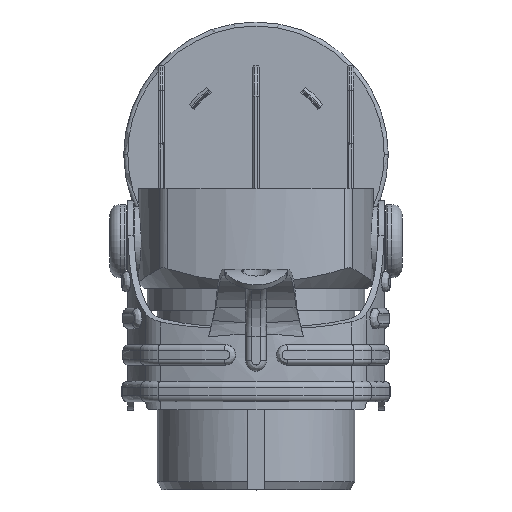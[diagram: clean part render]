
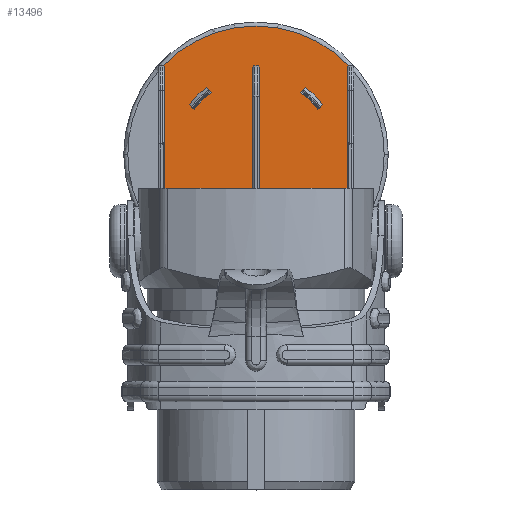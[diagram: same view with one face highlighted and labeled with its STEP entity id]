
A CAD part, top view. The second image highlights one B-rep face of the part: STEP entity #13496.
In plain terms, the highlighted planar face has unit normal (0, 0, 1).
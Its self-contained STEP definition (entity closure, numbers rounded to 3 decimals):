
#2078=DIRECTION('',(1.,0.,0.));
#2079=VECTOR('',#2078,0.5);
#2080=CARTESIAN_POINT('',(-0.25,104.3,-31.));
#2081=LINE('',#2080,#2079);
#2082=DIRECTION('',(0.,-1.,0.));
#2083=VECTOR('',#2082,51.291);
#2084=CARTESIAN_POINT('',(-0.75,103.8,-31.));
#2085=LINE('',#2084,#2083);
#2086=CARTESIAN_POINT('',(0.,82.5,-31.));
#2087=DIRECTION('',(0.,0.,1.));
#2088=DIRECTION('',(-0.75,-0.661,0.));
#2089=AXIS2_PLACEMENT_3D('',#2086,#2087,#2088);
#2091=DIRECTION('',(0.,1.,0.));
#2092=VECTOR('',#2091,41.143);
#2093=CARTESIAN_POINT('',(-22.5,62.657,-31.));
#2094=LINE('',#2093,#2092);
#2095=CARTESIAN_POINT('',(0.,82.5,-31.));
#2096=DIRECTION('',(0.,0.,-1.));
#2097=DIRECTION('',(-0.723,0.691,0.));
#2098=AXIS2_PLACEMENT_3D('',#2095,#2096,#2097);
#2100=DIRECTION('',(0.,-1.,0.));
#2101=VECTOR('',#2100,41.143);
#2102=CARTESIAN_POINT('',(22.5,103.8,-31.));
#2103=LINE('',#2102,#2101);
#2104=CARTESIAN_POINT('',(0.,82.5,-31.));
#2105=DIRECTION('',(0.,0.,1.));
#2106=DIRECTION('',(0.025,-1.,0.));
#2107=AXIS2_PLACEMENT_3D('',#2104,#2105,#2106);
#2109=DIRECTION('',(0.,1.,0.));
#2110=VECTOR('',#2109,51.291);
#2111=CARTESIAN_POINT('',(0.75,52.509,-31.));
#2112=LINE('',#2111,#2110);
#2113=DIRECTION('',(-0.707,-0.707,0.));
#2114=VECTOR('',#2113,1.265);
#2115=CARTESIAN_POINT('',(11.861,98.603,-31.));
#2116=LINE('',#2115,#2114);
#2117=CARTESIAN_POINT('',(0.,82.5,-31.));
#2118=DIRECTION('',(0.,0.,1.));
#2119=DIRECTION('',(0.811,0.585,0.));
#2120=AXIS2_PLACEMENT_3D('',#2117,#2118,#2119);
#2122=DIRECTION('',(0.707,0.707,0.));
#2123=VECTOR('',#2122,1.265);
#2124=CARTESIAN_POINT('',(15.209,93.466,-31.));
#2125=LINE('',#2124,#2123);
#2126=CARTESIAN_POINT('',(0.,82.5,-31.));
#2127=DIRECTION('',(0.,0.,1.));
#2128=DIRECTION('',(0.805,0.593,0.));
#2129=AXIS2_PLACEMENT_3D('',#2126,#2127,#2128);
#2131=CARTESIAN_POINT('',(0.,82.5,-31.));
#2132=DIRECTION('',(0.,0.,1.));
#2133=DIRECTION('',(0.628,-0.778,0.));
#2134=AXIS2_PLACEMENT_3D('',#2131,#2132,#2133);
#2136=DIRECTION('',(0.707,-0.707,0.));
#2137=VECTOR('',#2136,1.257);
#2138=CARTESIAN_POINT('',(11.768,67.903,-31.));
#2139=LINE('',#2138,#2137);
#2140=CARTESIAN_POINT('',(0.,82.5,-31.));
#2141=DIRECTION('',(0.,0.,1.));
#2142=DIRECTION('',(0.633,-0.774,0.));
#2143=AXIS2_PLACEMENT_3D('',#2140,#2141,#2142);
#2145=DIRECTION('',(-0.707,0.707,0.));
#2146=VECTOR('',#2145,1.257);
#2147=CARTESIAN_POINT('',(15.485,69.843,-31.));
#2148=LINE('',#2147,#2146);
#2149=DIRECTION('',(0.707,-0.707,0.));
#2150=VECTOR('',#2149,1.265);
#2151=CARTESIAN_POINT('',(-16.103,94.361,-31.));
#2152=LINE('',#2151,#2150);
#2153=CARTESIAN_POINT('',(0.,82.5,-31.));
#2154=DIRECTION('',(0.,0.,1.));
#2155=DIRECTION('',(-0.585,0.811,0.));
#2156=AXIS2_PLACEMENT_3D('',#2153,#2154,#2155);
#2158=DIRECTION('',(-0.707,0.707,0.));
#2159=VECTOR('',#2158,1.265);
#2160=CARTESIAN_POINT('',(-10.966,97.709,-31.));
#2161=LINE('',#2160,#2159);
#2162=CARTESIAN_POINT('',(0.,82.5,-31.));
#2163=DIRECTION('',(0.,0.,1.));
#2164=DIRECTION('',(-0.593,0.805,0.));
#2165=AXIS2_PLACEMENT_3D('',#2162,#2163,#2164);
#2167=DIRECTION('',(-0.707,-0.707,0.));
#2168=VECTOR('',#2167,1.257);
#2169=CARTESIAN_POINT('',(-14.597,70.732,-31.));
#2170=LINE('',#2169,#2168);
#2171=CARTESIAN_POINT('',(0.,82.5,-31.));
#2172=DIRECTION('',(0.,0.,1.));
#2173=DIRECTION('',(-0.774,-0.633,0.));
#2174=AXIS2_PLACEMENT_3D('',#2171,#2172,#2173);
#2176=DIRECTION('',(0.707,0.707,0.));
#2177=VECTOR('',#2176,1.257);
#2178=CARTESIAN_POINT('',(-12.657,67.015,-31.));
#2179=LINE('',#2178,#2177);
#2180=CARTESIAN_POINT('',(0.,82.5,-31.));
#2181=DIRECTION('',(0.,0.,1.));
#2182=DIRECTION('',(-0.778,-0.628,0.));
#2183=AXIS2_PLACEMENT_3D('',#2180,#2181,#2182);
#2190=CARTESIAN_POINT('',(-0.25,103.8,-31.));
#2191=DIRECTION('',(0.,0.,-1.));
#2192=DIRECTION('',(-1.,0.,0.));
#2193=AXIS2_PLACEMENT_3D('',#2190,#2191,#2192);
#2296=CARTESIAN_POINT('',(0.25,103.8,-31.));
#2297=DIRECTION('',(0.,0.,-1.));
#2298=DIRECTION('',(0.,1.,0.));
#2299=AXIS2_PLACEMENT_3D('',#2296,#2297,#2298);
#2326=CARTESIAN_POINT('',(23.,103.8,-31.));
#2327=DIRECTION('',(0.,0.,-1.));
#2328=DIRECTION('',(-1.,0.,0.));
#2329=AXIS2_PLACEMENT_3D('',#2326,#2327,#2328);
#2465=CARTESIAN_POINT('',(-23.,103.8,-31.));
#2466=DIRECTION('',(0.,0.,-1.));
#2467=DIRECTION('',(0.431,0.902,0.));
#2468=AXIS2_PLACEMENT_3D('',#2465,#2466,#2467);
#9733=CARTESIAN_POINT('',(11.861,98.603,-31.));
#9734=CARTESIAN_POINT('',(10.966,97.709,-31.));
#9735=VERTEX_POINT('',#9733);
#9736=VERTEX_POINT('',#9734);
#9737=CARTESIAN_POINT('',(15.209,93.466,-31.));
#9738=VERTEX_POINT('',#9737);
#9739=CARTESIAN_POINT('',(16.103,94.361,-31.));
#9740=VERTEX_POINT('',#9739);
#9741=CARTESIAN_POINT('',(11.768,67.903,-31.));
#9742=CARTESIAN_POINT('',(14.597,70.732,-31.));
#9743=VERTEX_POINT('',#9741);
#9744=VERTEX_POINT('',#9742);
#9745=CARTESIAN_POINT('',(12.657,67.015,-31.));
#9746=VERTEX_POINT('',#9745);
#9747=CARTESIAN_POINT('',(15.485,69.843,-31.));
#9748=VERTEX_POINT('',#9747);
#9749=CARTESIAN_POINT('',(-16.103,94.361,-31.));
#9750=CARTESIAN_POINT('',(-15.209,93.466,-31.));
#9751=VERTEX_POINT('',#9749);
#9752=VERTEX_POINT('',#9750);
#9753=CARTESIAN_POINT('',(-10.966,97.709,-31.));
#9754=VERTEX_POINT('',#9753);
#9755=CARTESIAN_POINT('',(-11.861,98.603,-31.));
#9756=VERTEX_POINT('',#9755);
#9757=CARTESIAN_POINT('',(-14.597,70.732,-31.));
#9758=CARTESIAN_POINT('',(-15.485,69.843,-31.));
#9759=VERTEX_POINT('',#9757);
#9760=VERTEX_POINT('',#9758);
#9761=CARTESIAN_POINT('',(-12.657,67.015,-31.));
#9762=VERTEX_POINT('',#9761);
#9763=CARTESIAN_POINT('',(-11.768,67.903,-31.));
#9764=VERTEX_POINT('',#9763);
#9847=CARTESIAN_POINT('',(-22.5,62.657,-31.));
#9848=CARTESIAN_POINT('',(-0.75,52.509,-31.));
#9849=VERTEX_POINT('',#9847);
#9850=VERTEX_POINT('',#9848);
#9863=CARTESIAN_POINT('',(0.75,52.509,-31.));
#9864=CARTESIAN_POINT('',(22.5,62.657,-31.));
#9865=VERTEX_POINT('',#9863);
#9866=VERTEX_POINT('',#9864);
#9960=CARTESIAN_POINT('',(-22.5,103.8,-31.));
#9962=VERTEX_POINT('',#9960);
#9968=CARTESIAN_POINT('',(-22.785,104.251,-31.));
#9969=VERTEX_POINT('',#9968);
#9975=CARTESIAN_POINT('',(-0.75,103.8,-31.));
#9977=VERTEX_POINT('',#9975);
#9979=CARTESIAN_POINT('',(-0.25,104.3,-31.));
#9981=VERTEX_POINT('',#9979);
#9986=CARTESIAN_POINT('',(0.75,103.8,-31.));
#9988=VERTEX_POINT('',#9986);
#9990=CARTESIAN_POINT('',(0.25,104.3,-31.));
#9992=VERTEX_POINT('',#9990);
#9999=CARTESIAN_POINT('',(22.5,103.8,-31.));
#10001=VERTEX_POINT('',#9999);
#10002=CARTESIAN_POINT('',(22.785,104.251,-31.));
#10004=VERTEX_POINT('',#10002);
#13432=CARTESIAN_POINT('',(0.,0.,-31.));
#13433=DIRECTION('',(0.,0.,1.));
#13434=DIRECTION('',(1.,0.,0.));
#13435=AXIS2_PLACEMENT_3D('',#13432,#13433,#13434);
#13436=PLANE('',#13435);
#13438=ORIENTED_EDGE('',*,*,#13437,.F.);
#13440=ORIENTED_EDGE('',*,*,#13439,.F.);
#13442=ORIENTED_EDGE('',*,*,#13441,.T.);
#13444=ORIENTED_EDGE('',*,*,#13443,.F.);
#13446=ORIENTED_EDGE('',*,*,#13445,.T.);
#13448=ORIENTED_EDGE('',*,*,#13447,.F.);
#13450=ORIENTED_EDGE('',*,*,#13449,.T.);
#13452=ORIENTED_EDGE('',*,*,#13451,.F.);
#13454=ORIENTED_EDGE('',*,*,#13453,.T.);
#13456=ORIENTED_EDGE('',*,*,#13455,.F.);
#13458=ORIENTED_EDGE('',*,*,#13457,.T.);
#13460=ORIENTED_EDGE('',*,*,#13459,.F.);
#13461=EDGE_LOOP('',(#13438,#13440,#13442,#13444,#13446,#13448,#13450,#13452,
#13454,#13456,#13458,#13460));
#13462=FACE_OUTER_BOUND('',#13461,.F.);
#13463=ORIENTED_EDGE('',*,*,#13324,.T.);
#13464=ORIENTED_EDGE('',*,*,#13364,.F.);
#13466=ORIENTED_EDGE('',*,*,#13465,.T.);
#13468=ORIENTED_EDGE('',*,*,#13467,.T.);
#13469=EDGE_LOOP('',(#13463,#13464,#13466,#13468));
#13470=FACE_BOUND('',#13469,.F.);
#13471=ORIENTED_EDGE('',*,*,#13356,.F.);
#13473=ORIENTED_EDGE('',*,*,#13472,.T.);
#13475=ORIENTED_EDGE('',*,*,#13474,.T.);
#13477=ORIENTED_EDGE('',*,*,#13476,.T.);
#13478=EDGE_LOOP('',(#13471,#13473,#13475,#13477));
#13479=FACE_BOUND('',#13478,.F.);
#13480=ORIENTED_EDGE('',*,*,#13417,.T.);
#13481=ORIENTED_EDGE('',*,*,#13283,.F.);
#13483=ORIENTED_EDGE('',*,*,#13482,.T.);
#13485=ORIENTED_EDGE('',*,*,#13484,.T.);
#13486=EDGE_LOOP('',(#13480,#13481,#13483,#13485));
#13487=FACE_BOUND('',#13486,.F.);
#13488=ORIENTED_EDGE('',*,*,#13390,.T.);
#13490=ORIENTED_EDGE('',*,*,#13489,.T.);
#13492=ORIENTED_EDGE('',*,*,#13491,.T.);
#13493=ORIENTED_EDGE('',*,*,#13348,.F.);
#13494=EDGE_LOOP('',(#13488,#13490,#13492,#13493));
#13495=FACE_BOUND('',#13494,.F.);
#13496=ADVANCED_FACE('',(#13462,#13470,#13479,#13487,#13495),#13436,.T.);
#2090=CIRCLE('',#2089,30.);
#2099=CIRCLE('',#2098,31.5);
#2108=CIRCLE('',#2107,30.);
#2121=CIRCLE('',#2120,18.75);
#2130=CIRCLE('',#2129,20.);
#2135=CIRCLE('',#2134,18.75);
#2144=CIRCLE('',#2143,20.);
#2157=CIRCLE('',#2156,18.75);
#2166=CIRCLE('',#2165,20.);
#2175=CIRCLE('',#2174,20.);
#2184=CIRCLE('',#2183,18.75);
#2194=CIRCLE('',#2193,0.5);
#2300=CIRCLE('',#2299,0.5);
#2330=CIRCLE('',#2329,0.5);
#2469=CIRCLE('',#2468,0.5);
#13283=EDGE_CURVE('',#9754,#9752,#2157,.T.);
#13324=EDGE_CURVE('',#9735,#9736,#2116,.T.);
#13348=EDGE_CURVE('',#9759,#9764,#2184,.T.);
#13356=EDGE_CURVE('',#9743,#9744,#2135,.T.);
#13364=EDGE_CURVE('',#9738,#9736,#2121,.T.);
#13390=EDGE_CURVE('',#9759,#9760,#2170,.T.);
#13417=EDGE_CURVE('',#9751,#9752,#2152,.T.);
#13437=EDGE_CURVE('',#9981,#9992,#2081,.T.);
#13439=EDGE_CURVE('',#9977,#9981,#2194,.T.);
#13441=EDGE_CURVE('',#9977,#9850,#2085,.T.);
#13443=EDGE_CURVE('',#9849,#9850,#2090,.T.);
#13445=EDGE_CURVE('',#9849,#9962,#2094,.T.);
#13447=EDGE_CURVE('',#9969,#9962,#2469,.T.);
#13449=EDGE_CURVE('',#9969,#10004,#2099,.T.);
#13451=EDGE_CURVE('',#10001,#10004,#2330,.T.);
#13453=EDGE_CURVE('',#10001,#9866,#2103,.T.);
#13455=EDGE_CURVE('',#9865,#9866,#2108,.T.);
#13457=EDGE_CURVE('',#9865,#9988,#2112,.T.);
#13459=EDGE_CURVE('',#9992,#9988,#2300,.T.);
#13465=EDGE_CURVE('',#9738,#9740,#2125,.T.);
#13467=EDGE_CURVE('',#9740,#9735,#2130,.T.);
#13472=EDGE_CURVE('',#9743,#9746,#2139,.T.);
#13474=EDGE_CURVE('',#9746,#9748,#2144,.T.);
#13476=EDGE_CURVE('',#9748,#9744,#2148,.T.);
#13482=EDGE_CURVE('',#9754,#9756,#2161,.T.);
#13484=EDGE_CURVE('',#9756,#9751,#2166,.T.);
#13489=EDGE_CURVE('',#9760,#9762,#2175,.T.);
#13491=EDGE_CURVE('',#9762,#9764,#2179,.T.);
